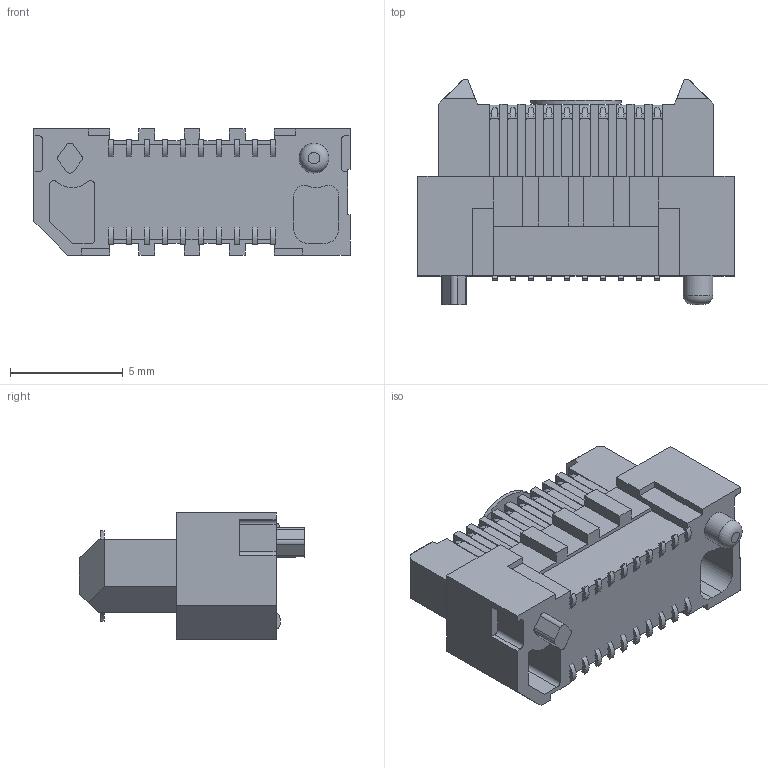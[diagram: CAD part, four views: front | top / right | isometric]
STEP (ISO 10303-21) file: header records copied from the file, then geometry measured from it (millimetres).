
FILE_DESCRIPTION(/* description */ ('STEP AP214'),/* implementation_level */ '2;1');
FILE_NAME(/* name */ 'ERM8-010-05.0-S-DV-K-TR',/* time_stamp */ '2024-07-11T16:41:04+02:00',/* author */ ('License CC BY-ND 4.0'),/* organization */ ('CADENAS'),/* preprocessor_version */ 'ST-DEVELOPER v19.3',/* originating_system */ 'PARTsolutions',/* authorisation */ ' ');
FILE_SCHEMA (('AUTOMOTIVE_DESIGN {1 0 10303 214 3 1 1}'));
Length unit declared in the file: millimetre
Products named in the file (4): ERM8-010-05.0-S-DV-K-TR; ERM8-010-05.0-DV-KT; ERM8-010-05.0-DV_pin; ERM8-010-05.0-DV3_pin
Assembly tree (3 placements, depth 2):
  ERM8-010-05.0-S-DV-K-TR
    ERM8-010-05.0-DV-KT
    ERM8-010-05.0-DV_pin
    ERM8-010-05.0-DV3_pin
Bounding box: 14 x 9.97 x 5.6 mm (x, y, z)
Volume: 372 mm3; surface area: 930.8 mm2
Topology: 3 solids, 3 shells, 910 faces, 2630 edges, 1724 vertices
Faces by surface type: plane 596, cylinder 313, torus 1
Full cylindrical faces by diameter (mm): 1.32 x1, 4 x1
Entity records: 31636 total; most frequent: CARTESIAN_POINT 5621, ORIENTED_EDGE 5250, DIRECTION 4847, EDGE_CURVE 2625, LINE 1991, VECTOR 1991, VERTEX_POINT 1722, AXIS2_PLACEMENT_3D 1428
